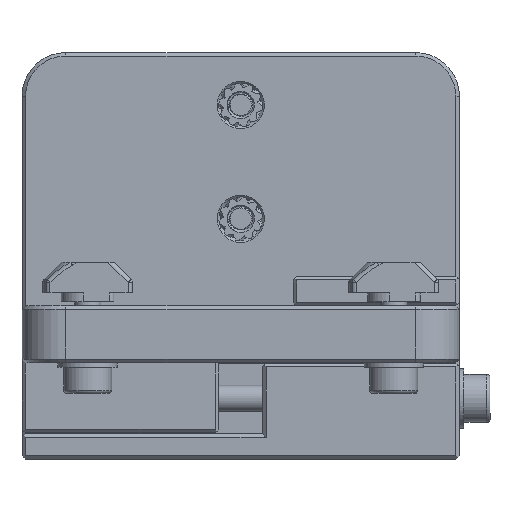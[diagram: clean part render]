
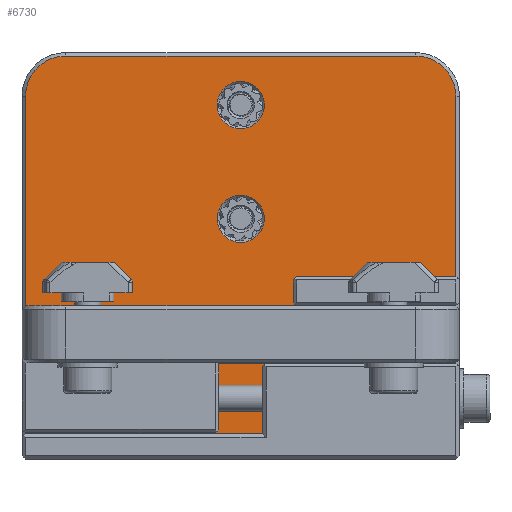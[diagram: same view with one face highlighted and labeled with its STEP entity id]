
A CAD part, top view. The second image highlights one B-rep face of the part: STEP entity #6730.
In plain terms, the highlighted planar face has unit normal (0, 0, 1).
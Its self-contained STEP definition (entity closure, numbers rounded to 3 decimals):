
#476=LINE('',#9668,#1082);
#477=LINE('',#9670,#1083);
#478=LINE('',#9672,#1084);
#479=LINE('',#9674,#1085);
#480=LINE('',#9676,#1086);
#481=LINE('',#9678,#1087);
#482=LINE('',#9680,#1088);
#483=LINE('',#9682,#1089);
#484=LINE('',#9684,#1090);
#485=LINE('',#9686,#1091);
#486=LINE('',#9688,#1092);
#487=LINE('',#9690,#1093);
#488=LINE('',#9694,#1094);
#1082=VECTOR('',#7851,1000.);
#1083=VECTOR('',#7852,1000.);
#1084=VECTOR('',#7853,1000.);
#1085=VECTOR('',#7854,1000.);
#1086=VECTOR('',#7855,1000.);
#1087=VECTOR('',#7856,1000.);
#1088=VECTOR('',#7857,1000.);
#1089=VECTOR('',#7858,1000.);
#1090=VECTOR('',#7859,1000.);
#1091=VECTOR('',#7860,1000.);
#1092=VECTOR('',#7861,1000.);
#1093=VECTOR('',#7862,1000.);
#1094=VECTOR('',#7865,1000.);
#1688=ORIENTED_EDGE('',*,*,#3678,.T.);
#1689=ORIENTED_EDGE('',*,*,#3679,.T.);
#1690=ORIENTED_EDGE('',*,*,#3680,.T.);
#1691=ORIENTED_EDGE('',*,*,#3681,.T.);
#1692=ORIENTED_EDGE('',*,*,#3682,.T.);
#1693=ORIENTED_EDGE('',*,*,#3683,.T.);
#1694=ORIENTED_EDGE('',*,*,#3684,.T.);
#1695=ORIENTED_EDGE('',*,*,#3685,.T.);
#1696=ORIENTED_EDGE('',*,*,#3686,.T.);
#1697=ORIENTED_EDGE('',*,*,#3687,.T.);
#1698=ORIENTED_EDGE('',*,*,#3688,.T.);
#1699=ORIENTED_EDGE('',*,*,#3689,.T.);
#1700=ORIENTED_EDGE('',*,*,#3690,.T.);
#1701=ORIENTED_EDGE('',*,*,#3691,.T.);
#1702=ORIENTED_EDGE('',*,*,#3692,.T.);
#1703=ORIENTED_EDGE('',*,*,#3693,.T.);
#1704=ORIENTED_EDGE('',*,*,#3694,.T.);
#1705=ORIENTED_EDGE('',*,*,#3695,.T.);
#3678=EDGE_CURVE('',#4673,#4673,#5325,.F.);
#3679=EDGE_CURVE('',#4674,#4674,#5326,.F.);
#3680=EDGE_CURVE('',#4675,#4675,#5327,.F.);
#3681=EDGE_CURVE('',#4676,#4677,#5328,.T.);
#3682=EDGE_CURVE('',#4677,#4678,#476,.T.);
#3683=EDGE_CURVE('',#4678,#4679,#477,.T.);
#3684=EDGE_CURVE('',#4679,#4680,#478,.T.);
#3685=EDGE_CURVE('',#4680,#4681,#479,.F.);
#3686=EDGE_CURVE('',#4681,#4682,#480,.T.);
#3687=EDGE_CURVE('',#4682,#4683,#481,.T.);
#3688=EDGE_CURVE('',#4683,#4684,#482,.T.);
#3689=EDGE_CURVE('',#4684,#4685,#483,.F.);
#3690=EDGE_CURVE('',#4685,#4686,#484,.T.);
#3691=EDGE_CURVE('',#4686,#4687,#485,.F.);
#3692=EDGE_CURVE('',#4687,#4688,#486,.T.);
#3693=EDGE_CURVE('',#4688,#4689,#487,.T.);
#3694=EDGE_CURVE('',#4689,#4690,#5329,.T.);
#3695=EDGE_CURVE('',#4690,#4676,#488,.T.);
#4673=VERTEX_POINT('',#9660);
#4674=VERTEX_POINT('',#9662);
#4675=VERTEX_POINT('',#9664);
#4676=VERTEX_POINT('',#9666);
#4677=VERTEX_POINT('',#9667);
#4678=VERTEX_POINT('',#9669);
#4679=VERTEX_POINT('',#9671);
#4680=VERTEX_POINT('',#9673);
#4681=VERTEX_POINT('',#9675);
#4682=VERTEX_POINT('',#9677);
#4683=VERTEX_POINT('',#9679);
#4684=VERTEX_POINT('',#9681);
#4685=VERTEX_POINT('',#9683);
#4686=VERTEX_POINT('',#9685);
#4687=VERTEX_POINT('',#9687);
#4688=VERTEX_POINT('',#9689);
#4689=VERTEX_POINT('',#9691);
#4690=VERTEX_POINT('',#9693);
#5325=CIRCLE('',#7235,2.7);
#5326=CIRCLE('',#7236,2.7);
#5327=CIRCLE('',#7237,2.7);
#5328=CIRCLE('',#7238,4.6);
#5329=CIRCLE('',#7239,4.6);
#5546=EDGE_LOOP('',(#1688));
#5547=EDGE_LOOP('',(#1689));
#5548=EDGE_LOOP('',(#1690));
#5549=EDGE_LOOP('',(#1691,#1692,#1693,#1694,#1695,#1696,#1697,#1698,#1699,
#1700,#1701,#1702,#1703,#1704,#1705));
#6027=FACE_BOUND('',#5546,.T.);
#6028=FACE_BOUND('',#5547,.T.);
#6029=FACE_BOUND('',#5548,.T.);
#6030=FACE_BOUND('',#5549,.T.);
#6510=PLANE('',#7234);
#6730=ADVANCED_FACE('',(#6027,#6028,#6029,#6030),#6510,.T.);
#7234=AXIS2_PLACEMENT_3D('',#9658,#7841,#7842);
#7235=AXIS2_PLACEMENT_3D('',#9659,#7843,#7844);
#7236=AXIS2_PLACEMENT_3D('',#9661,#7845,#7846);
#7237=AXIS2_PLACEMENT_3D('',#9663,#7847,#7848);
#7238=AXIS2_PLACEMENT_3D('',#9665,#7849,#7850);
#7239=AXIS2_PLACEMENT_3D('',#9692,#7863,#7864);
#7841=DIRECTION('',(0.,0.,1.));
#7842=DIRECTION('',(0.,-1.,0.));
#7843=DIRECTION('',(0.,0.,1.));
#7844=DIRECTION('',(1.,0.,0.));
#7845=DIRECTION('',(0.,0.,1.));
#7846=DIRECTION('',(1.,0.,0.));
#7847=DIRECTION('',(0.,0.,1.));
#7848=DIRECTION('',(1.,0.,0.));
#7849=DIRECTION('',(0.,0.,1.));
#7850=DIRECTION('',(1.,0.,0.));
#7851=DIRECTION('',(0.,-1.,0.));
#7852=DIRECTION('',(1.,0.,0.));
#7853=DIRECTION('',(0.,1.,0.));
#7854=DIRECTION('',(-0.707,-0.707,0.));
#7855=DIRECTION('',(1.,0.,0.));
#7856=DIRECTION('',(0.,1.,0.));
#7857=DIRECTION('',(-1.,0.,0.));
#7858=DIRECTION('',(0.707,-0.707,0.));
#7859=DIRECTION('',(0.,1.,0.));
#7860=DIRECTION('',(-0.707,-0.707,0.));
#7861=DIRECTION('',(1.,0.,0.));
#7862=DIRECTION('',(0.,1.,0.));
#7863=DIRECTION('',(0.,0.,1.));
#7864=DIRECTION('',(1.,0.,0.));
#7865=DIRECTION('',(-1.,0.,0.));
#9658=CARTESIAN_POINT('',(25.,10.264,6.));
#9659=CARTESIAN_POINT('',(0.,13.264,6.));
#9660=CARTESIAN_POINT('',(2.7,13.264,6.));
#9661=CARTESIAN_POINT('',(0.,0.264,6.));
#9662=CARTESIAN_POINT('',(2.7,0.264,6.));
#9663=CARTESIAN_POINT('',(0.,-12.736,6.));
#9664=CARTESIAN_POINT('',(2.7,-12.736,6.));
#9665=CARTESIAN_POINT('',(-20.,14.264,6.));
#9666=CARTESIAN_POINT('',(-20.,18.864,6.));
#9667=CARTESIAN_POINT('',(-24.6,14.264,6.));
#9668=CARTESIAN_POINT('',(-24.6,10.264,6.));
#9669=CARTESIAN_POINT('',(-24.6,-24.336,6.));
#9670=CARTESIAN_POINT('',(-75.,-24.336,6.));
#9671=CARTESIAN_POINT('',(2.5,-24.336,6.));
#9672=CARTESIAN_POINT('',(2.5,-24.236,6.));
#9673=CARTESIAN_POINT('',(2.5,-16.686,6.));
#9674=CARTESIAN_POINT('',(2.5,-16.686,6.));
#9675=CARTESIAN_POINT('',(2.9,-16.286,6.));
#9676=CARTESIAN_POINT('',(8.,-16.286,6.));
#9677=CARTESIAN_POINT('',(24.6,-16.286,6.));
#9678=CARTESIAN_POINT('',(24.6,10.264,6.));
#9679=CARTESIAN_POINT('',(24.6,-9.686,6.));
#9680=CARTESIAN_POINT('',(25.,-9.686,6.));
#9681=CARTESIAN_POINT('',(6.4,-9.686,6.));
#9682=CARTESIAN_POINT('',(6.4,-9.686,6.));
#9683=CARTESIAN_POINT('',(6.,-9.286,6.));
#9684=CARTESIAN_POINT('',(6.,-7.636,6.));
#9685=CARTESIAN_POINT('',(6.,-6.736,6.));
#9686=CARTESIAN_POINT('',(6.,-6.736,6.));
#9687=CARTESIAN_POINT('',(6.4,-6.336,6.));
#9688=CARTESIAN_POINT('',(25.,-6.336,6.));
#9689=CARTESIAN_POINT('',(24.6,-6.336,6.));
#9690=CARTESIAN_POINT('',(24.6,10.264,6.));
#9691=CARTESIAN_POINT('',(24.6,14.264,6.));
#9692=CARTESIAN_POINT('',(20.,14.264,6.));
#9693=CARTESIAN_POINT('',(20.,18.864,6.));
#9694=CARTESIAN_POINT('',(25.,18.864,6.));
